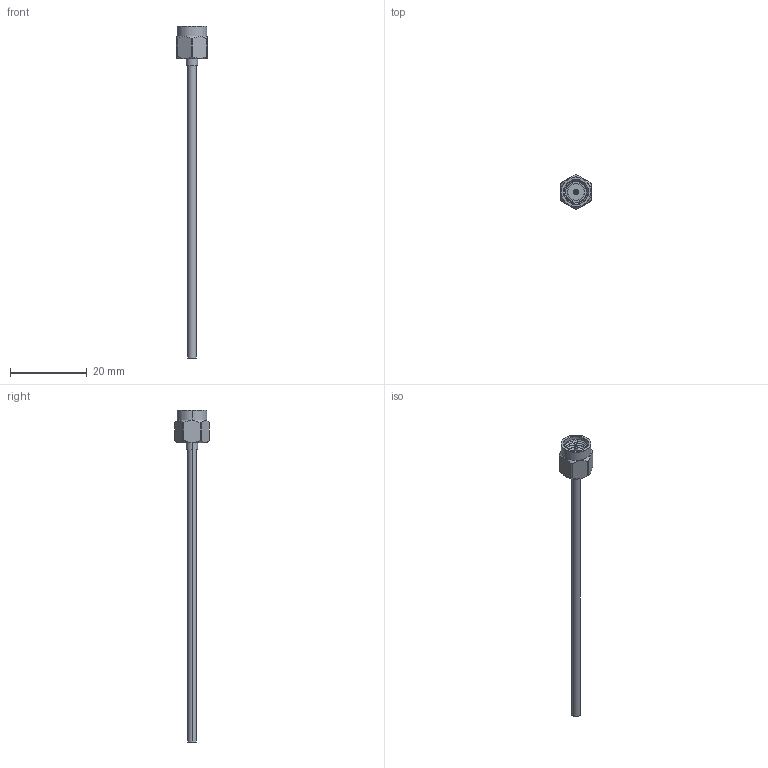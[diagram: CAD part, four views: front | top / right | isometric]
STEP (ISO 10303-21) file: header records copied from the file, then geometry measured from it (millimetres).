
FILE_DESCRIPTION (( 'STEP AP214' ), '1' );
FILE_NAME ('FMCA2399.step', '2021-07-12T16:18:47', ( '' ), ( '' ), 'SwSTEP 2.0', 'SolidWorks 2020', '' );
FILE_SCHEMA (( 'AUTOMOTIVE_DESIGN' ));
Length unit declared in the file: inch
Products named in the file (3): FM-SR086TB^FMCA2399_Straight cut; FMCA2399; SC3020^FMCA2399
Assembly tree (2 placements, depth 2):
  FMCA2399
    FM-SR086TB^FMCA2399_Straight cut
    SC3020^FMCA2399
Bounding box: 8 x 9.02 x 86.51 mm (x, y, z)
Volume: 629.8 mm3; surface area: 1038.4 mm2
Topology: 2 solids, 2 shells, 74 faces, 168 edges, 104 vertices
Faces by surface type: cylinder 32, cone 17, plane 16, torus 6, bspline 3
Entity records: 3353 total; most frequent: CARTESIAN_POINT 1487, DIRECTION 347, ORIENTED_EDGE 336, EDGE_CURVE 168, AXIS2_PLACEMENT_3D 150, VERTEX_POINT 104, EDGE_LOOP 80, FACE_OUTER_BOUND 74
